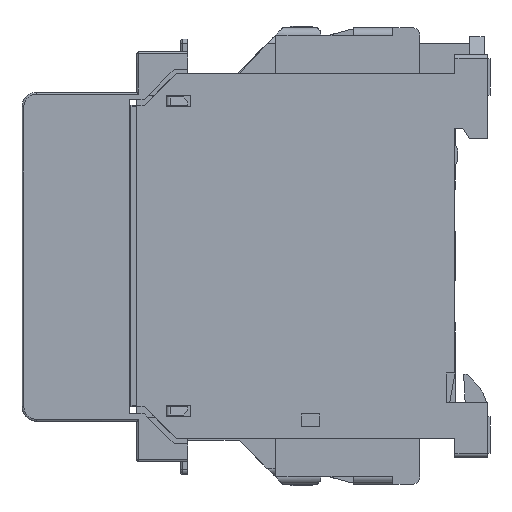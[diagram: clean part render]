
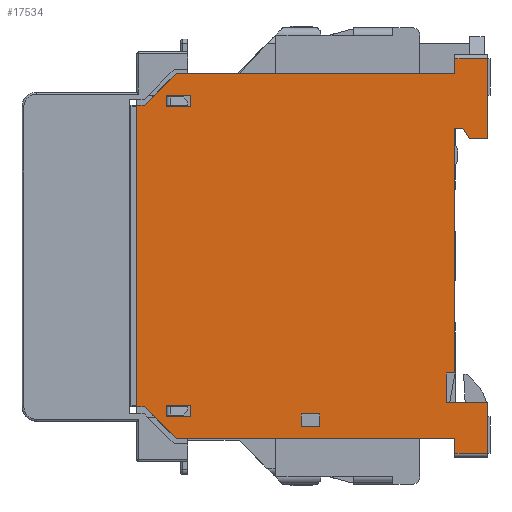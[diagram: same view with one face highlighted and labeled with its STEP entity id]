
A CAD part, left-side view. The second image highlights one B-rep face of the part: STEP entity #17534.
In plain terms, the highlighted planar face has unit normal (-1, 0, 0).
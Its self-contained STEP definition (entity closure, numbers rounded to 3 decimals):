
#1210=DIRECTION('',(0.,0.,1.));
#1211=VECTOR('',#1210,11.);
#1212=CARTESIAN_POINT('',(0.,-4.5,16.));
#1213=LINE('',#1212,#1211);
#1252=DIRECTION('',(0.,0.,1.));
#1253=VECTOR('',#1252,7.);
#1254=CARTESIAN_POINT('',(0.,-4.5,-27.));
#1255=LINE('',#1254,#1253);
#1704=DIRECTION('',(0.,1.,0.));
#1705=VECTOR('',#1704,3.3);
#1706=CARTESIAN_POINT('',(0.,36.2,-22.));
#1707=LINE('',#1706,#1705);
#1708=DIRECTION('',(0.,0.,-1.));
#1709=VECTOR('',#1708,1.6);
#1710=CARTESIAN_POINT('',(0.,36.2,-20.4));
#1711=LINE('',#1710,#1709);
#1712=DIRECTION('',(0.,-1.,0.));
#1713=VECTOR('',#1712,3.3);
#1714=CARTESIAN_POINT('',(0.,39.5,-20.4));
#1715=LINE('',#1714,#1713);
#1716=DIRECTION('',(0.,0.,1.));
#1717=VECTOR('',#1716,1.6);
#1718=CARTESIAN_POINT('',(0.,39.5,-22.));
#1719=LINE('',#1718,#1717);
#1720=DIRECTION('',(0.,0.,-1.));
#1721=VECTOR('',#1720,1.6);
#1722=CARTESIAN_POINT('',(0.,36.2,22.));
#1723=LINE('',#1722,#1721);
#1724=DIRECTION('',(0.,-1.,0.));
#1725=VECTOR('',#1724,3.3);
#1726=CARTESIAN_POINT('',(0.,39.5,22.));
#1727=LINE('',#1726,#1725);
#1728=DIRECTION('',(0.,0.,1.));
#1729=VECTOR('',#1728,1.6);
#1730=CARTESIAN_POINT('',(0.,39.5,20.4));
#1731=LINE('',#1730,#1729);
#1732=DIRECTION('',(0.,1.,0.));
#1733=VECTOR('',#1732,3.3);
#1734=CARTESIAN_POINT('',(0.,36.2,20.4));
#1735=LINE('',#1734,#1733);
#1736=DIRECTION('',(0.,-1.,0.));
#1737=VECTOR('',#1736,2.5);
#1738=CARTESIAN_POINT('',(0.,21.,-21.6));
#1739=LINE('',#1738,#1737);
#1740=DIRECTION('',(0.,0.,1.));
#1741=VECTOR('',#1740,1.7);
#1742=CARTESIAN_POINT('',(0.,21.,-23.3));
#1743=LINE('',#1742,#1741);
#1744=DIRECTION('',(0.,1.,0.));
#1745=VECTOR('',#1744,2.5);
#1746=CARTESIAN_POINT('',(0.,18.5,-23.3));
#1747=LINE('',#1746,#1745);
#1748=DIRECTION('',(0.,0.,-1.));
#1749=VECTOR('',#1748,1.7);
#1750=CARTESIAN_POINT('',(0.,18.5,-21.6));
#1751=LINE('',#1750,#1749);
#1752=DIRECTION('',(0.,0.,1.));
#1753=VECTOR('',#1752,2.);
#1754=CARTESIAN_POINT('',(0.,0.,-27.));
#1755=LINE('',#1754,#1753);
#1756=DIRECTION('',(0.,0.707,0.707));
#1757=VECTOR('',#1756,6.223);
#1758=CARTESIAN_POINT('',(0.,38.1,-25.));
#1759=LINE('',#1758,#1757);
#1760=DIRECTION('',(0.,-1.,0.));
#1761=VECTOR('',#1760,1.);
#1762=CARTESIAN_POINT('',(0.,43.5,-20.6));
#1763=LINE('',#1762,#1761);
#1764=DIRECTION('',(0.,0.,1.));
#1765=VECTOR('',#1764,41.2);
#1766=CARTESIAN_POINT('',(0.,43.5,-20.6));
#1767=LINE('',#1766,#1765);
#1768=DIRECTION('',(0.,-1.,0.));
#1769=VECTOR('',#1768,1.);
#1770=CARTESIAN_POINT('',(0.,43.5,20.6));
#1771=LINE('',#1770,#1769);
#1772=DIRECTION('',(0.,-0.707,0.707));
#1773=VECTOR('',#1772,6.223);
#1774=CARTESIAN_POINT('',(0.,42.5,20.6));
#1775=LINE('',#1774,#1773);
#1776=DIRECTION('',(0.,-1.,0.));
#1777=VECTOR('',#1776,38.1);
#1778=CARTESIAN_POINT('',(0.,38.1,25.));
#1779=LINE('',#1778,#1777);
#1780=DIRECTION('',(0.,0.,1.));
#1781=VECTOR('',#1780,2.);
#1782=CARTESIAN_POINT('',(0.,0.,25.));
#1783=LINE('',#1782,#1781);
#1784=DIRECTION('',(0.,1.,0.));
#1785=VECTOR('',#1784,2.534);
#1786=CARTESIAN_POINT('',(0.,-4.5,16.));
#1787=LINE('',#1786,#1785);
#1788=DIRECTION('',(0.,0.5,0.866));
#1789=VECTOR('',#1788,1.732);
#1790=CARTESIAN_POINT('',(0.,-1.966,16.));
#1791=LINE('',#1790,#1789);
#1792=DIRECTION('',(0.,1.,0.));
#1793=VECTOR('',#1792,1.1);
#1794=CARTESIAN_POINT('',(0.,-1.1,17.5));
#1795=LINE('',#1794,#1793);
#1796=DIRECTION('',(0.,0.,1.));
#1797=VECTOR('',#1796,33.5);
#1798=CARTESIAN_POINT('',(0.,0.,-16.));
#1799=LINE('',#1798,#1797);
#1800=DIRECTION('',(0.,-1.,0.));
#1801=VECTOR('',#1800,1.2);
#1802=CARTESIAN_POINT('',(0.,1.2,-16.));
#1803=LINE('',#1802,#1801);
#1804=DIRECTION('',(0.,0.,1.));
#1805=VECTOR('',#1804,4.);
#1806=CARTESIAN_POINT('',(0.,1.2,-20.));
#1807=LINE('',#1806,#1805);
#2028=DIRECTION('',(0.,-1.,0.));
#2029=VECTOR('',#2028,38.1);
#2030=CARTESIAN_POINT('',(0.,38.1,-25.));
#2031=LINE('',#2030,#2029);
#2282=DIRECTION('',(0.,1.,0.));
#2283=VECTOR('',#2282,5.7);
#2284=CARTESIAN_POINT('',(0.,-4.5,-20.));
#2285=LINE('',#2284,#2283);
#5589=DIRECTION('',(0.,-1.,0.));
#5590=VECTOR('',#5589,4.5);
#5591=CARTESIAN_POINT('',(0.,0.,-27.));
#5592=LINE('',#5591,#5590);
#11065=DIRECTION('',(0.,-1.,0.));
#11066=VECTOR('',#11065,4.5);
#11067=CARTESIAN_POINT('',(0.,0.,27.));
#11068=LINE('',#11067,#11066);
#13435=CARTESIAN_POINT('',(0.,43.5,20.6));
#13437=VERTEX_POINT('',#13435);
#13439=CARTESIAN_POINT('',(0.,43.5,-20.6));
#13441=VERTEX_POINT('',#13439);
#13442=CARTESIAN_POINT('',(0.,42.5,20.6));
#13443=VERTEX_POINT('',#13442);
#13444=CARTESIAN_POINT('',(0.,38.1,25.));
#13445=VERTEX_POINT('',#13444);
#13446=CARTESIAN_POINT('',(0.,38.1,-25.));
#13447=CARTESIAN_POINT('',(0.,42.5,-20.6));
#13448=VERTEX_POINT('',#13446);
#13449=VERTEX_POINT('',#13447);
#13510=CARTESIAN_POINT('',(0.,0.,25.));
#13511=VERTEX_POINT('',#13510);
#13512=CARTESIAN_POINT('',(0.,0.,-25.));
#13513=VERTEX_POINT('',#13512);
#13524=CARTESIAN_POINT('',(0.,-4.5,16.));
#13525=CARTESIAN_POINT('',(0.,-1.966,16.));
#13526=VERTEX_POINT('',#13524);
#13527=VERTEX_POINT('',#13525);
#13528=CARTESIAN_POINT('',(0.,-1.1,17.5));
#13529=VERTEX_POINT('',#13528);
#13536=CARTESIAN_POINT('',(0.,0.,17.5));
#13537=VERTEX_POINT('',#13536);
#14731=CARTESIAN_POINT('',(0.,36.2,-22.));
#14732=CARTESIAN_POINT('',(0.,39.5,-22.));
#14733=VERTEX_POINT('',#14731);
#14734=VERTEX_POINT('',#14732);
#14735=CARTESIAN_POINT('',(0.,39.5,-20.4));
#14736=VERTEX_POINT('',#14735);
#14737=CARTESIAN_POINT('',(0.,36.2,-20.4));
#14738=VERTEX_POINT('',#14737);
#14739=CARTESIAN_POINT('',(0.,36.2,22.));
#14740=CARTESIAN_POINT('',(0.,36.2,20.4));
#14741=VERTEX_POINT('',#14739);
#14742=VERTEX_POINT('',#14740);
#14743=CARTESIAN_POINT('',(0.,39.5,20.4));
#14744=VERTEX_POINT('',#14743);
#14745=CARTESIAN_POINT('',(0.,39.5,22.));
#14746=VERTEX_POINT('',#14745);
#14821=CARTESIAN_POINT('',(0.,21.,-21.6));
#14822=CARTESIAN_POINT('',(0.,18.5,-21.6));
#14823=VERTEX_POINT('',#14821);
#14824=VERTEX_POINT('',#14822);
#14825=CARTESIAN_POINT('',(0.,18.5,-23.3));
#14826=VERTEX_POINT('',#14825);
#14827=CARTESIAN_POINT('',(0.,21.,-23.3));
#14828=VERTEX_POINT('',#14827);
#15145=CARTESIAN_POINT('',(0.,0.,-27.));
#15146=CARTESIAN_POINT('',(0.,-4.5,-27.));
#15147=VERTEX_POINT('',#15145);
#15148=VERTEX_POINT('',#15146);
#15153=CARTESIAN_POINT('',(0.,0.,27.));
#15154=CARTESIAN_POINT('',(0.,-4.5,27.));
#15155=VERTEX_POINT('',#15153);
#15156=VERTEX_POINT('',#15154);
#15558=CARTESIAN_POINT('',(0.,-4.5,-20.));
#15559=VERTEX_POINT('',#15558);
#15560=CARTESIAN_POINT('',(0.,1.2,-16.));
#15561=CARTESIAN_POINT('',(0.,0.,-16.));
#15562=VERTEX_POINT('',#15560);
#15563=VERTEX_POINT('',#15561);
#15564=CARTESIAN_POINT('',(0.,1.2,-20.));
#15565=VERTEX_POINT('',#15564);
#17465=CARTESIAN_POINT('',(0.,43.5,-21.5));
#17466=DIRECTION('',(-1.,0.,0.));
#17467=DIRECTION('',(0.,-1.,0.));
#17468=AXIS2_PLACEMENT_3D('',#17465,#17466,#17467);
#17469=PLANE('',#17468);
#17471=ORIENTED_EDGE('',*,*,#17470,.F.);
#17472=ORIENTED_EDGE('',*,*,#16989,.F.);
#17474=ORIENTED_EDGE('',*,*,#17473,.F.);
#17476=ORIENTED_EDGE('',*,*,#17475,.T.);
#17478=ORIENTED_EDGE('',*,*,#17477,.F.);
#17480=ORIENTED_EDGE('',*,*,#17479,.T.);
#17482=ORIENTED_EDGE('',*,*,#17481,.F.);
#17484=ORIENTED_EDGE('',*,*,#17483,.T.);
#17486=ORIENTED_EDGE('',*,*,#17485,.T.);
#17488=ORIENTED_EDGE('',*,*,#17487,.T.);
#17490=ORIENTED_EDGE('',*,*,#17489,.T.);
#17492=ORIENTED_EDGE('',*,*,#17491,.T.);
#17494=ORIENTED_EDGE('',*,*,#17493,.T.);
#17495=ORIENTED_EDGE('',*,*,#16923,.F.);
#17496=ORIENTED_EDGE('',*,*,#17049,.T.);
#17497=ORIENTED_EDGE('',*,*,#17077,.T.);
#17498=ORIENTED_EDGE('',*,*,#17092,.T.);
#17499=ORIENTED_EDGE('',*,*,#17150,.F.);
#17500=ORIENTED_EDGE('',*,*,#17442,.F.);
#17501=ORIENTED_EDGE('',*,*,#17455,.F.);
#17502=EDGE_LOOP('',(#17471,#17472,#17474,#17476,#17478,#17480,#17482,#17484,
#17486,#17488,#17490,#17492,#17494,#17495,#17496,#17497,#17498,#17499,#17500,
#17501));
#17503=FACE_OUTER_BOUND('',#17502,.F.);
#17505=ORIENTED_EDGE('',*,*,#17504,.F.);
#17507=ORIENTED_EDGE('',*,*,#17506,.F.);
#17509=ORIENTED_EDGE('',*,*,#17508,.F.);
#17511=ORIENTED_EDGE('',*,*,#17510,.F.);
#17512=EDGE_LOOP('',(#17505,#17507,#17509,#17511));
#17513=FACE_BOUND('',#17512,.F.);
#17515=ORIENTED_EDGE('',*,*,#17514,.F.);
#17517=ORIENTED_EDGE('',*,*,#17516,.F.);
#17519=ORIENTED_EDGE('',*,*,#17518,.F.);
#17521=ORIENTED_EDGE('',*,*,#17520,.F.);
#17522=EDGE_LOOP('',(#17515,#17517,#17519,#17521));
#17523=FACE_BOUND('',#17522,.F.);
#17525=ORIENTED_EDGE('',*,*,#17524,.F.);
#17527=ORIENTED_EDGE('',*,*,#17526,.F.);
#17529=ORIENTED_EDGE('',*,*,#17528,.F.);
#17531=ORIENTED_EDGE('',*,*,#17530,.F.);
#17532=EDGE_LOOP('',(#17525,#17527,#17529,#17531));
#17533=FACE_BOUND('',#17532,.F.);
#16923=EDGE_CURVE('',#13526,#15156,#1213,.T.);
#16989=EDGE_CURVE('',#15148,#15559,#1255,.T.);
#17049=EDGE_CURVE('',#13526,#13527,#1787,.T.);
#17077=EDGE_CURVE('',#13527,#13529,#1791,.T.);
#17092=EDGE_CURVE('',#13529,#13537,#1795,.T.);
#17150=EDGE_CURVE('',#15563,#13537,#1799,.T.);
#17442=EDGE_CURVE('',#15562,#15563,#1803,.T.);
#17455=EDGE_CURVE('',#15565,#15562,#1807,.T.);
#17470=EDGE_CURVE('',#15559,#15565,#2285,.T.);
#17473=EDGE_CURVE('',#15147,#15148,#5592,.T.);
#17475=EDGE_CURVE('',#15147,#13513,#1755,.T.);
#17477=EDGE_CURVE('',#13448,#13513,#2031,.T.);
#17479=EDGE_CURVE('',#13448,#13449,#1759,.T.);
#17481=EDGE_CURVE('',#13441,#13449,#1763,.T.);
#17483=EDGE_CURVE('',#13441,#13437,#1767,.T.);
#17485=EDGE_CURVE('',#13437,#13443,#1771,.T.);
#17487=EDGE_CURVE('',#13443,#13445,#1775,.T.);
#17489=EDGE_CURVE('',#13445,#13511,#1779,.T.);
#17491=EDGE_CURVE('',#13511,#15155,#1783,.T.);
#17493=EDGE_CURVE('',#15155,#15156,#11068,.T.);
#17504=EDGE_CURVE('',#14741,#14742,#1723,.T.);
#17506=EDGE_CURVE('',#14746,#14741,#1727,.T.);
#17508=EDGE_CURVE('',#14744,#14746,#1731,.T.);
#17510=EDGE_CURVE('',#14742,#14744,#1735,.T.);
#17514=EDGE_CURVE('',#14823,#14824,#1739,.T.);
#17516=EDGE_CURVE('',#14828,#14823,#1743,.T.);
#17518=EDGE_CURVE('',#14826,#14828,#1747,.T.);
#17520=EDGE_CURVE('',#14824,#14826,#1751,.T.);
#17524=EDGE_CURVE('',#14733,#14734,#1707,.T.);
#17526=EDGE_CURVE('',#14738,#14733,#1711,.T.);
#17528=EDGE_CURVE('',#14736,#14738,#1715,.T.);
#17530=EDGE_CURVE('',#14734,#14736,#1719,.T.);
#17534=ADVANCED_FACE('',(#17503,#17513,#17523,#17533),#17469,.T.);
